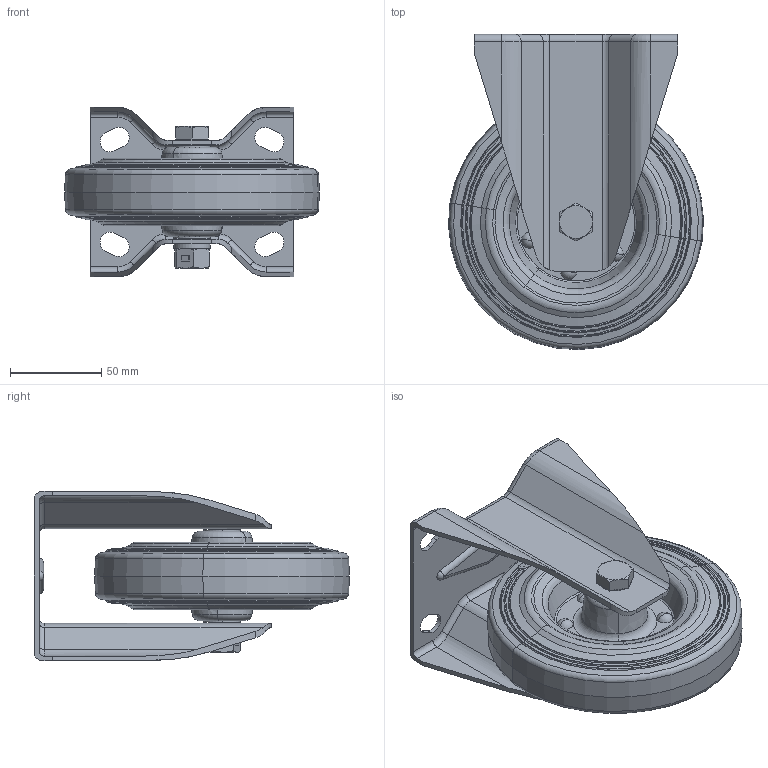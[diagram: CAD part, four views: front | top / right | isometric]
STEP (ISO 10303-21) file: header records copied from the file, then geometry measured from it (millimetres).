
FILE_DESCRIPTION (( 'STEP AP214' ), '1' );
FILE_NAME ('0032656_B-IS-SGS-140-R-grau.STEP', '2017-05-12T10:50:09', ( '' ), ( '' ), 'SwSTEP 2.0', 'SolidWorks 2016', '' );
FILE_SCHEMA (( 'AUTOMOTIVE_DESIGN' ));
Length unit declared in the file: millimetre
Products named in the file (1): 0032656_B-IS-SGS-140-R-grau
Bounding box: 139.96 x 172.98 x 93 mm (x, y, z)
Surface area: 129630.2 mm2 (no closed solid volume)
Topology: 0 solids, 44 shells, 533 faces, 1510 edges, 993 vertices
Faces by surface type: plane 178, torus 109, cylinder 84, bspline 84, cone 78
Entity records: 24746 total; most frequent: CARTESIAN_POINT 6175, ORIENTED_EDGE 2550, DIRECTION 2403, EDGE_CURVE 1486, VERTEX_POINT 993, AXIS2_PLACEMENT_3D 949, EDGE_LOOP 579, UNCERTAINTY_MEASURE_WITH_UNIT 541
